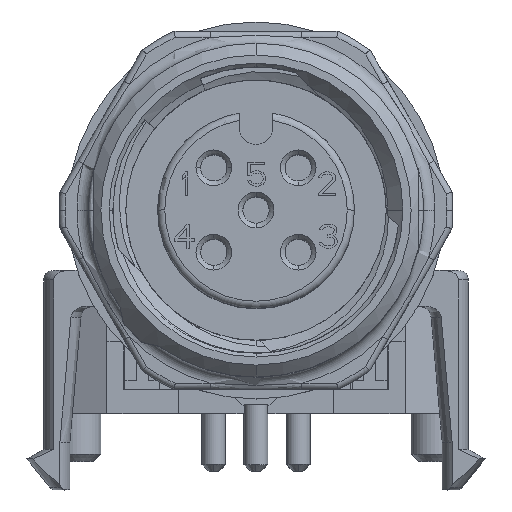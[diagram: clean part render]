
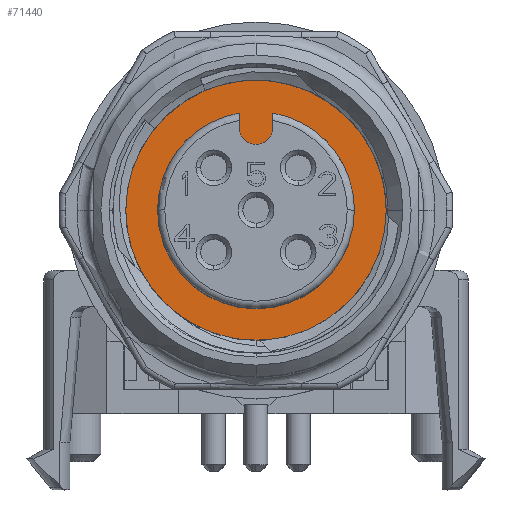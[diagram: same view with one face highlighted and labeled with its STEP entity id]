
A CAD part, top view. The second image highlights one B-rep face of the part: STEP entity #71440.
In plain terms, the highlighted face is planar.
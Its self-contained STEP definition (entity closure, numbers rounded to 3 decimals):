
#23040=CARTESIAN_POINT('',(0.7,4.,-3.45));
#23050=VERTEX_POINT('',#23040);
#23080=CARTESIAN_POINT('',(0.7,4.,0.));
#23090=DIRECTION('',(0.,0.,-1.));
#23100=VECTOR('',#23090,1.);
#23110=LINE('',#23080,#23100);
#23120=CARTESIAN_POINT('',(0.7,4.,-4.065));
#23130=VERTEX_POINT('',#23120);
#23140=EDGE_CURVE('',#23050,#23130,#23110,.T.);
#28890=CARTESIAN_POINT('',(-0.7,4.,-3.45));
#28900=VERTEX_POINT('',#28890);
#29230=CARTESIAN_POINT('',(-0.7,4.,-4.065));
#29240=VERTEX_POINT('',#29230);
#29270=CARTESIAN_POINT('',(-0.7,4.,0.));
#29280=DIRECTION('',(0.,0.,1.));
#29290=VECTOR('',#29280,1.);
#29300=LINE('',#29270,#29290);
#29310=EDGE_CURVE('',#29240,#28900,#29300,.T.);
#32690=CARTESIAN_POINT('',(0.,4.,-3.45));
#32700=DIRECTION('',(0.,-1.,0.));
#32710=DIRECTION('',(1.,0.,0.));
#32720=AXIS2_PLACEMENT_3D('',#32690,#32700,#32710);
#32730=CIRCLE('',#32720,0.7);
#32740=EDGE_CURVE('',#23050,#28900,#32730,.T.);
#68950=CARTESIAN_POINT('',(-4.125,4.,0.));
#68960=VERTEX_POINT('',#68950);
#68990=CARTESIAN_POINT('',(0.,4.,0.));
#69000=DIRECTION('',(0.,1.,0.));
#69010=DIRECTION('',(1.,0.,0.));
#69020=AXIS2_PLACEMENT_3D('',#68990,#69000,#69010);
#69030=CIRCLE('',#69020,4.125);
#69040=EDGE_CURVE('',#29240,#68960,#69030,.T.);
#71120=CARTESIAN_POINT('',(-8.279,4.,8.854));
#71130=DIRECTION('',(-0.,1.,0.));
#71140=DIRECTION('',(1.,0.,0.));
#71150=AXIS2_PLACEMENT_3D('',#71120,#71130,#71140);
#71160=PLANE('',#71150);
#71170=CARTESIAN_POINT('',(0.,4.,0.
));
#71180=DIRECTION('',(0.,-1.,0.));
#71190=DIRECTION('',(-1.,0.,0.));
#71200=AXIS2_PLACEMENT_3D('',#71170,#71180,#71190);
#71210=CIRCLE('',#71200,5.8);
#71220=CARTESIAN_POINT('',(5.8,4.,0.));
#71230=VERTEX_POINT('',#71220);
#71240=CARTESIAN_POINT('',(-5.8,4.,0.));
#71250=VERTEX_POINT('',#71240);
#71260=EDGE_CURVE('',#71230,#71250,#71210,.T.);
#71270=ORIENTED_EDGE('',*,*,#71260,.F.);
#71280=EDGE_CURVE('',#71250,#71230,#71210,.T.);
#71290=ORIENTED_EDGE('',*,*,#71280,.F.);
#71300=EDGE_LOOP('',(#71290,#71270));
#71310=FACE_OUTER_BOUND('',#71300,.T.);
#71320=ORIENTED_EDGE('',*,*,#69040,.F.);
#71330=CARTESIAN_POINT('',(4.125,4.,0.));
#71340=VERTEX_POINT('',#71330);
#71350=EDGE_CURVE('',#68960,#71340,#69030,.T.);
#71360=ORIENTED_EDGE('',*,*,#71350,.F.);
#71370=EDGE_CURVE('',#71340,#23130,#69030,.T.);
#71380=ORIENTED_EDGE('',*,*,#71370,.F.);
#71390=ORIENTED_EDGE('',*,*,#23140,.T.);
#71400=ORIENTED_EDGE('',*,*,#32740,.F.);
#71410=ORIENTED_EDGE('',*,*,#29310,.T.);
#71420=EDGE_LOOP('',(#71410,#71400,#71390,#71380,#71360,#71320));
#71430=FACE_BOUND('',#71420,.T.);
#71440=ADVANCED_FACE('',(#71310,#71430),#71160,.T.);
